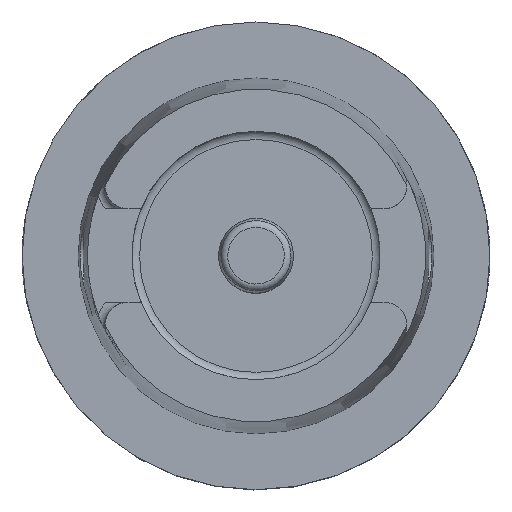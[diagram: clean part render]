
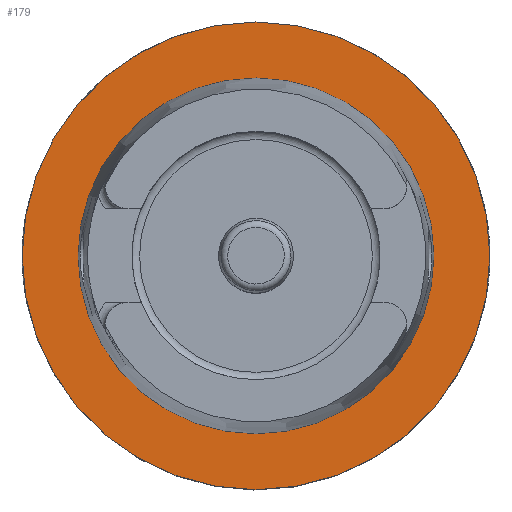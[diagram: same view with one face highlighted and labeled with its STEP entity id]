
A CAD part, top view. The second image highlights one B-rep face of the part: STEP entity #179.
In plain terms, the highlighted planar face has unit normal (0, 0, 1).
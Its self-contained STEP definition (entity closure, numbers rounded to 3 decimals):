
#42=FACE_BOUND('',#333,.T.);
#43=FACE_BOUND('',#334,.T.);
#179=ADVANCED_FACE('',(#42,#43),#231,.F.);
#231=PLANE('',#1314);
#333=EDGE_LOOP('',(#650));
#334=EDGE_LOOP('',(#651));
#416=CIRCLE('',#1311,49.965);
#417=CIRCLE('',#1313,38.008);
#650=ORIENTED_EDGE('',*,*,#1010,.F.);
#651=ORIENTED_EDGE('',*,*,#1009,.F.);
#857=VERTEX_POINT('',#1996);
#858=VERTEX_POINT('',#1999);
#1009=EDGE_CURVE('',#857,#857,#416,.T.);
#1010=EDGE_CURVE('',#858,#858,#417,.T.);
#1311=AXIS2_PLACEMENT_3D('',#1995,#1569,#1570);
#1313=AXIS2_PLACEMENT_3D('',#1998,#1573,#1574);
#1314=AXIS2_PLACEMENT_3D('',#2000,#1575,#1576);
#1569=DIRECTION('',(0.,0.,-1.));
#1570=DIRECTION('',(-1.,0.,0.));
#1573=DIRECTION('',(0.,0.,1.));
#1574=DIRECTION('',(-1.,0.,0.));
#1575=DIRECTION('',(0.,0.,-1.));
#1576=DIRECTION('',(-1.,0.,0.));
#1995=CARTESIAN_POINT('',(0.,0.,0.));
#1996=CARTESIAN_POINT('',(-49.965,0.,0.));
#1998=CARTESIAN_POINT('',(0.,0.,0.));
#1999=CARTESIAN_POINT('',(-38.008,0.,0.));
#2000=CARTESIAN_POINT('',(0.,-39.479,0.));
